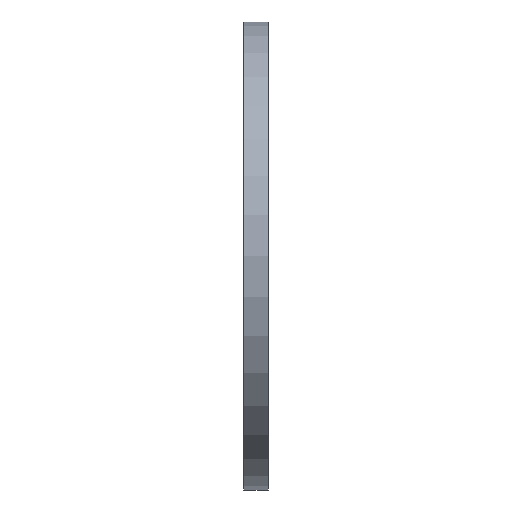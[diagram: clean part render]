
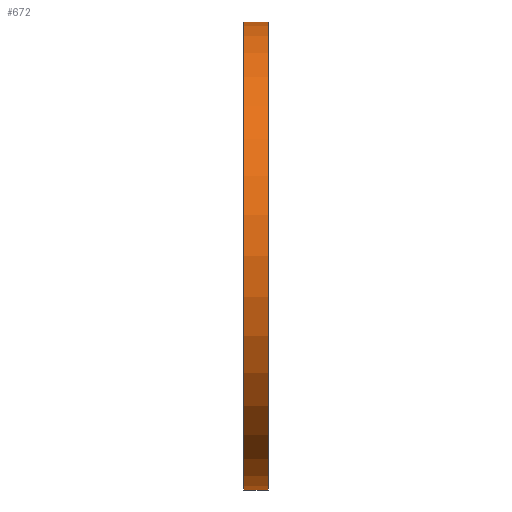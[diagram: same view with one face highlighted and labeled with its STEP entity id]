
A CAD part, front view. The second image highlights one B-rep face of the part: STEP entity #672.
In plain terms, the highlighted cylindrical face has radius 1098.55 mm (diameter 2197.1 mm), a partial arc.
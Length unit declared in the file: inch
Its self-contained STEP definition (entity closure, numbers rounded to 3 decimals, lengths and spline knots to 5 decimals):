
#6 = LINE ( 'NONE', #518, #1492 ) ;
#32 = EDGE_CURVE ( 'NONE', #1342, #105, #1329, .T. ) ;
#105 = VERTEX_POINT ( 'NONE', #476 ) ;
#125 = ORIENTED_EDGE ( 'NONE', *, *, #905, .F. ) ;
#241 = CIRCLE ( 'NONE', #986, 43.25 ) ;
#243 = EDGE_CURVE ( 'NONE', #593, #105, #566, .T. ) ;
#322 = DIRECTION ( 'NONE',  ( -1., 0., 0. ) ) ;
#329 = CARTESIAN_POINT ( 'NONE',  ( 4.5625, 0., 43.25 ) ) ;
#354 = ORIENTED_EDGE ( 'NONE', *, *, #1326, .T. ) ;
#387 = CARTESIAN_POINT ( 'NONE',  ( 0., 0., 0. ) ) ;
#439 = CARTESIAN_POINT ( 'NONE',  ( 0., 0., 43.25 ) ) ;
#476 = CARTESIAN_POINT ( 'NONE',  ( 0.0625, 0., 43.25 ) ) ;
#518 = CARTESIAN_POINT ( 'NONE',  ( 0., 0., -43.25 ) ) ;
#566 = LINE ( 'NONE', #439, #767 ) ;
#568 = DIRECTION ( 'NONE',  ( 0., 0., 1. ) ) ;
#593 = VERTEX_POINT ( 'NONE', #329 ) ;
#625 = DIRECTION ( 'NONE',  ( -1., 0., 0. ) ) ;
#652 = DIRECTION ( 'NONE',  ( 0., 0., 1. ) ) ;
#672 = ADVANCED_FACE ( 'NONE', ( #1256 ), #1119, .T. ) ;
#767 = VECTOR ( 'NONE', #322, 39.37008 ) ;
#878 = DIRECTION ( 'NONE',  ( 0., 0., 1. ) ) ;
#885 = ORIENTED_EDGE ( 'NONE', *, *, #243, .T. ) ;
#905 = EDGE_CURVE ( 'NONE', #1498, #1342, #6, .T. ) ;
#986 = AXIS2_PLACEMENT_3D ( 'NONE', #1317, #1076, #568 ) ;
#1076 = DIRECTION ( 'NONE',  ( -1., 0., 0. ) ) ;
#1085 = AXIS2_PLACEMENT_3D ( 'NONE', #1194, #1422, #652 ) ;
#1119 = CYLINDRICAL_SURFACE ( 'NONE', #1225, 43.25 ) ;
#1137 = EDGE_LOOP ( 'NONE', ( #125, #354, #885, #1543 ) ) ;
#1140 = CARTESIAN_POINT ( 'NONE',  ( 4.5625, 0., -43.25 ) ) ;
#1194 = CARTESIAN_POINT ( 'NONE',  ( 0.0625, 0., 0. ) ) ;
#1225 = AXIS2_PLACEMENT_3D ( 'NONE', #387, #625, #878 ) ;
#1256 = FACE_OUTER_BOUND ( 'NONE', #1137, .T. ) ;
#1300 = CARTESIAN_POINT ( 'NONE',  ( 0.0625, 0., -43.25 ) ) ;
#1317 = CARTESIAN_POINT ( 'NONE',  ( 4.5625, 0., 0. ) ) ;
#1326 = EDGE_CURVE ( 'NONE', #1498, #593, #241, .T. ) ;
#1329 = CIRCLE ( 'NONE', #1085, 43.25 ) ;
#1342 = VERTEX_POINT ( 'NONE', #1300 ) ;
#1422 = DIRECTION ( 'NONE',  ( -1., 0., 0. ) ) ;
#1492 = VECTOR ( 'NONE', #1536, 39.37008 ) ;
#1498 = VERTEX_POINT ( 'NONE', #1140 ) ;
#1536 = DIRECTION ( 'NONE',  ( -1., 0., 0. ) ) ;
#1543 = ORIENTED_EDGE ( 'NONE', *, *, #32, .F. ) ;
